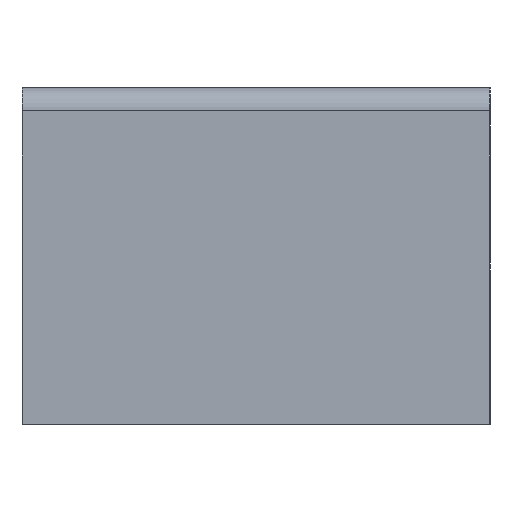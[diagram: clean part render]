
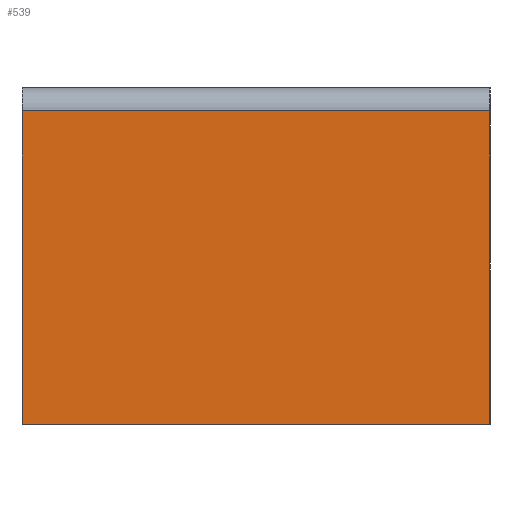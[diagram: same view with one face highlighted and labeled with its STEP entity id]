
A CAD part, left-side view. The second image highlights one B-rep face of the part: STEP entity #539.
In plain terms, the highlighted planar face has unit normal (-1, 0, 0).
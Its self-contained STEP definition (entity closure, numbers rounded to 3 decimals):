
#61=FACE_OUTER_BOUND('',#90,.T.);
#90=EDGE_LOOP('',(#413,#414,#415,#416));
#119=LINE('',#813,#177);
#136=LINE('',#861,#194);
#137=LINE('',#863,#195);
#138=LINE('',#864,#196);
#177=VECTOR('',#655,10.);
#194=VECTOR('',#702,10.);
#195=VECTOR('',#703,10.);
#196=VECTOR('',#704,10.);
#233=VERTEX_POINT('',#809);
#235=VERTEX_POINT('',#812);
#251=VERTEX_POINT('',#860);
#252=VERTEX_POINT('',#862);
#292=EDGE_CURVE('',#233,#235,#119,.T.);
#316=EDGE_CURVE('',#251,#233,#136,.T.);
#317=EDGE_CURVE('',#251,#252,#137,.T.);
#318=EDGE_CURVE('',#235,#252,#138,.T.);
#413=ORIENTED_EDGE('',*,*,#316,.F.);
#414=ORIENTED_EDGE('',*,*,#317,.T.);
#415=ORIENTED_EDGE('',*,*,#318,.F.);
#416=ORIENTED_EDGE('',*,*,#292,.F.);
#515=PLANE('',#593);
#539=ADVANCED_FACE('',(#61),#515,.T.);
#593=AXIS2_PLACEMENT_3D('',#859,#700,#701);
#655=DIRECTION('',(0.,-1.,0.));
#700=DIRECTION('center_axis',(-1.,0.,0.));
#701=DIRECTION('ref_axis',(0.,0.,-1.));
#702=DIRECTION('',(0.,0.,1.));
#703=DIRECTION('',(0.,-1.,0.));
#704=DIRECTION('',(0.,0.,-1.));
#809=CARTESIAN_POINT('',(-5.53,498.5,335.));
#812=CARTESIAN_POINT('',(-5.53,-1.5,335.));
#813=CARTESIAN_POINT('',(-5.53,498.5,335.));
#859=CARTESIAN_POINT('Origin',(-5.53,498.5,335.));
#860=CARTESIAN_POINT('',(-5.53,498.5,0.));
#861=CARTESIAN_POINT('',(-5.53,498.5,0.));
#862=CARTESIAN_POINT('',(-5.53,-1.5,0.));
#863=CARTESIAN_POINT('',(-5.53,498.5,0.));
#864=CARTESIAN_POINT('',(-5.53,-1.5,0.));
